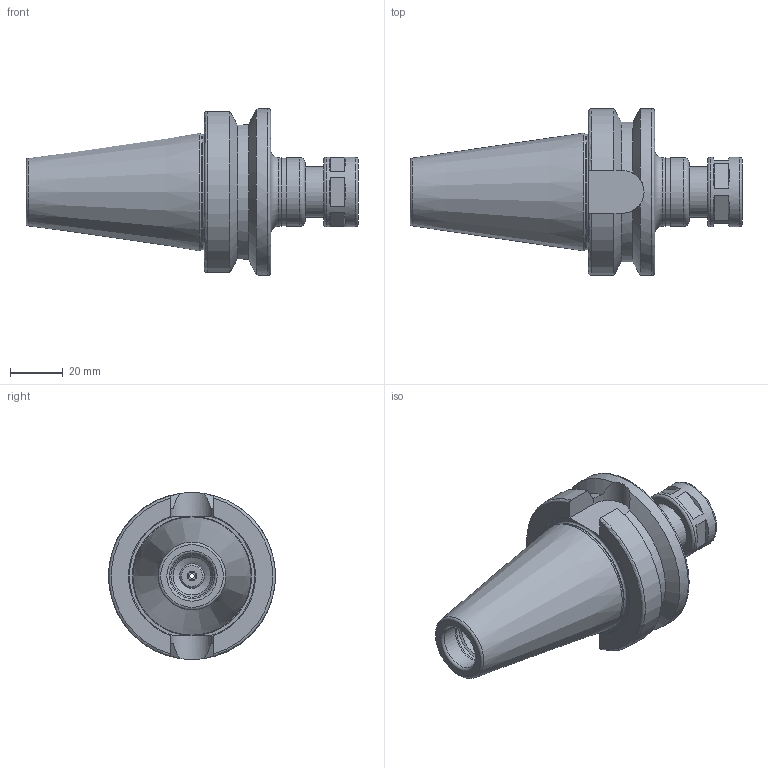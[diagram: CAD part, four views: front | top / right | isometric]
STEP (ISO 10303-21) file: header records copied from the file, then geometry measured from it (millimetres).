
FILE_DESCRIPTION((''),'2;1');
FILE_NAME('254010309060-3D.stp','2020-04-13T15:12:34',('nttooll'),(''),'Autodesk Inventor 2012','Autodesk Inventor 2012','');
FILE_SCHEMA(('AUTOMOTIVE_DESIGN { 1 0 10303 214 1 1 1 1 }'));
Length unit declared in the file: millimetre
Products named in the file (1): 254010309060-3D
Bounding box: 125.4 x 63 x 63 mm (x, y, z)
Volume: 133505.3 mm3; surface area: 26975.5 mm2
Topology: 1 solids, 1 shells, 109 faces, 222 edges, 139 vertices
Faces by surface type: plane 47, cylinder 31, cone 20, torus 11
Full cylindrical faces by diameter (mm): 1.7 x1, 3 x1, 3.5 x1, 7 x1, 7.787 x1, 8.8 x1, 9.3 x1, 10 x2, 10.5 x1, 13 x1, 13.5 x1, 14.25 x1, 15.5 x1, 16 x1, 17 x1, 17.4 x1, 19 x2, 25.6 x1, 26 x2, 26.3 x1, 43.5 x1, 63 x1
Entity records: 2672 total; most frequent: CARTESIAN_POINT 534, DIRECTION 462, ORIENTED_EDGE 340, AXIS2_PLACEMENT_3D 208, EDGE_LOOP 184, EDGE_CURVE 170, VERTEX_POINT 136, FACE_OUTER_BOUND 109
